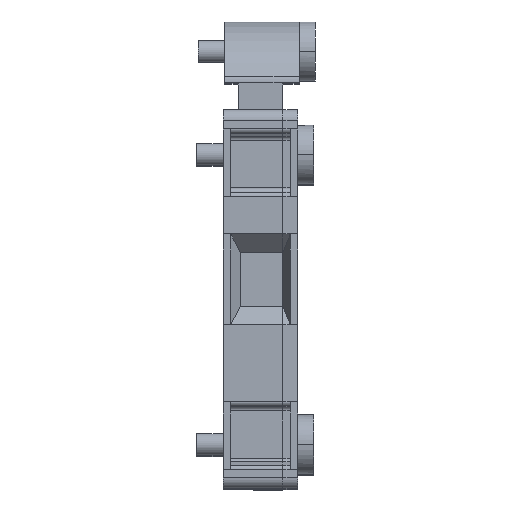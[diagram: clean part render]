
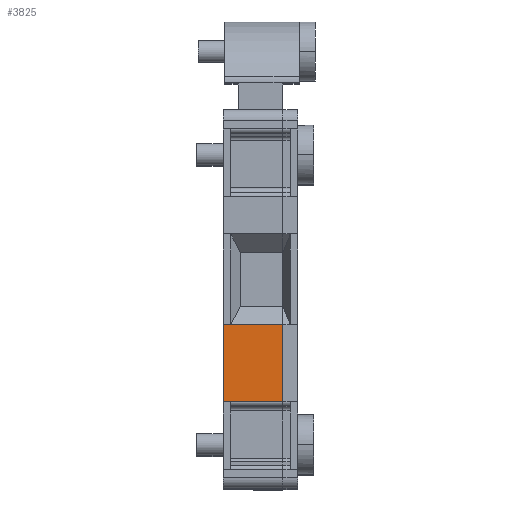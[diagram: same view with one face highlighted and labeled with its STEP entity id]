
A CAD part, top view. The second image highlights one B-rep face of the part: STEP entity #3825.
In plain terms, the highlighted planar face has unit normal (0, 0, 1).
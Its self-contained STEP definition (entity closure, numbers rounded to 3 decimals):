
#2250=AXIS2_PLACEMENT_3D('Plane Axis2P3D',#2247,#2248,#2249) ;
#555=CARTESIAN_POINT('Vertex',(1.8,5.85,73.1)) ;
#558=CARTESIAN_POINT('Line Origine',(1.8,8.45,73.1)) ;
#562=CARTESIAN_POINT('Vertex',(1.8,11.05,73.1)) ;
#1442=CARTESIAN_POINT('Vertex',(2.3,5.85,73.1)) ;
#1640=CARTESIAN_POINT('Vertex',(2.3,11.05,73.1)) ;
#2247=CARTESIAN_POINT('Axis2P3D Location',(1.8,0.75,73.1)) ;
#2252=CARTESIAN_POINT('Line Origine',(2.05,5.85,73.1)) ;
#2274=CARTESIAN_POINT('Line Origine',(2.05,11.05,73.1)) ;
#3786=CARTESIAN_POINT('Line Origine',(4.1,5.85,73.1)) ;
#3790=CARTESIAN_POINT('Vertex',(5.8,5.85,73.1)) ;
#3805=CARTESIAN_POINT('Line Origine',(5.8,8.45,73.1)) ;
#3809=CARTESIAN_POINT('Vertex',(5.8,11.05,73.1)) ;
#3812=CARTESIAN_POINT('Line Origine',(4.05,11.05,73.1)) ;
#559=DIRECTION('Vector Direction',(0.,1.,0.)) ;
#2248=DIRECTION('Axis2P3D Direction',(0.,0.,1.)) ;
#2249=DIRECTION('Axis2P3D XDirection',(0.,1.,0.)) ;
#2253=DIRECTION('Vector Direction',(-1.,0.,0.)) ;
#2275=DIRECTION('Vector Direction',(-1.,0.,0.)) ;
#3787=DIRECTION('Vector Direction',(-1.,0.,0.)) ;
#3806=DIRECTION('Vector Direction',(0.,1.,0.)) ;
#3813=DIRECTION('Vector Direction',(-1.,0.,0.)) ;
#560=VECTOR('Line Direction',#559,1.) ;
#2254=VECTOR('Line Direction',#2253,1.) ;
#2276=VECTOR('Line Direction',#2275,1.) ;
#3788=VECTOR('Line Direction',#3787,1.) ;
#3807=VECTOR('Line Direction',#3806,1.) ;
#3814=VECTOR('Line Direction',#3813,1.) ;
#3818=ORIENTED_EDGE('',*,*,#2256,.F.) ;
#3819=ORIENTED_EDGE('',*,*,#3792,.F.) ;
#3820=ORIENTED_EDGE('',*,*,#3811,.T.) ;
#3821=ORIENTED_EDGE('',*,*,#3816,.T.) ;
#3822=ORIENTED_EDGE('',*,*,#2278,.T.) ;
#3823=ORIENTED_EDGE('',*,*,#564,.F.) ;
#3825=ADVANCED_FACE('FEGH ZTA2.1\\PartBody',(#3824),#2251,.T.) ;
#564=EDGE_CURVE('',#556,#563,#561,.T.) ;
#2256=EDGE_CURVE('',#1443,#556,#2255,.T.) ;
#2278=EDGE_CURVE('',#1641,#563,#2277,.T.) ;
#3792=EDGE_CURVE('',#3791,#1443,#3789,.T.) ;
#3811=EDGE_CURVE('',#3791,#3810,#3808,.T.) ;
#3816=EDGE_CURVE('',#3810,#1641,#3815,.T.) ;
#3817=EDGE_LOOP('',(#3818,#3819,#3820,#3821,#3822,#3823)) ;
#3824=FACE_OUTER_BOUND('',#3817,.T.) ;
#561=LINE('Line',#558,#560) ;
#2255=LINE('Line',#2252,#2254) ;
#2277=LINE('Line',#2274,#2276) ;
#3789=LINE('Line',#3786,#3788) ;
#3808=LINE('Line',#3805,#3807) ;
#3815=LINE('Line',#3812,#3814) ;
#2251=PLANE('',#2250) ;
#556=VERTEX_POINT('',#555) ;
#563=VERTEX_POINT('',#562) ;
#1443=VERTEX_POINT('',#1442) ;
#1641=VERTEX_POINT('',#1640) ;
#3791=VERTEX_POINT('',#3790) ;
#3810=VERTEX_POINT('',#3809) ;
